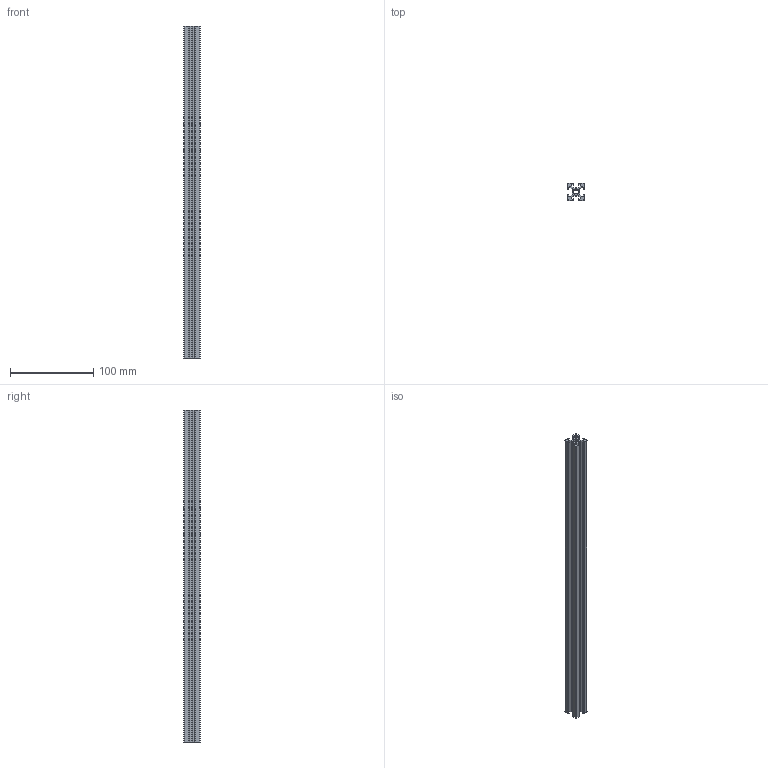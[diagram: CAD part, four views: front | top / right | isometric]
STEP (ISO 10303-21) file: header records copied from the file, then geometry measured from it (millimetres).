
FILE_DESCRIPTION (( 'STEP AP203' ), '1' );
FILE_NAME ('Rexroth-$PARTNUMBER.STEP', '2012-04-21T14:20:25', ( 'Solidworks' ), ( 'Solidworks' ), 'SwSTEP 2.0', 'SolidWorks 2012', '' );
FILE_SCHEMA (( 'CONFIG_CONTROL_DESIGN' ));
Length unit declared in the file: millimetre
Products named in the file (1): Rexroth-$PARTNUMBER
Bounding box: 20 x 20 x 400 mm (x, y, z)
Volume: 65323.2 mm3; surface area: 70731.9 mm2
Topology: 1 solids, 1 shells, 164 faces, 486 edges, 324 vertices
Faces by surface type: cylinder 82, plane 82
Entity records: 5615 total; most frequent: DIRECTION 980, CARTESIAN_POINT 975, ORIENTED_EDGE 972, EDGE_CURVE 486, AXIS2_PLACEMENT_3D 329, VERTEX_POINT 324, VECTOR 322, LINE 322
